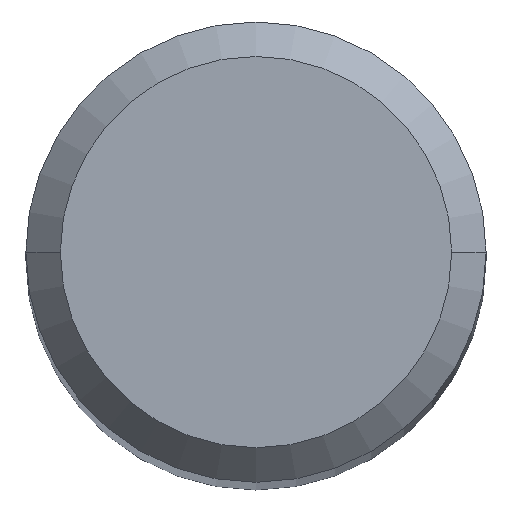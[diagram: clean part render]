
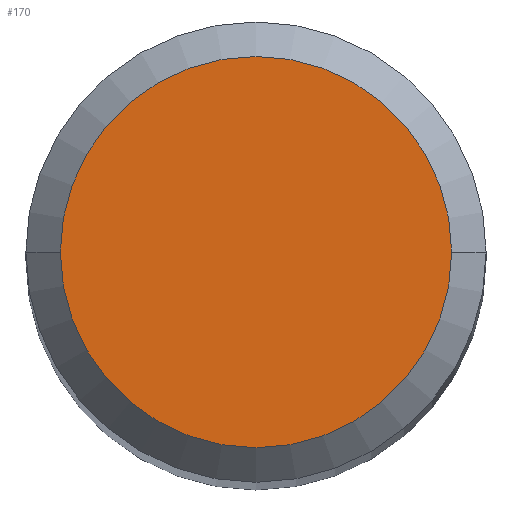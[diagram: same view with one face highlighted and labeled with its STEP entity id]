
A CAD part, top view. The second image highlights one B-rep face of the part: STEP entity #170.
In plain terms, the highlighted planar face has unit normal (0, 0, 1).
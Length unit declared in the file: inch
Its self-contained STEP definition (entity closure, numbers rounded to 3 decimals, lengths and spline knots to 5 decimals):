
#14 = EDGE_LOOP ( 'NONE', ( #163, #308 ) ) ;
#69 = DIRECTION ( 'NONE',  ( 0., 0., -1. ) ) ;
#86 = CARTESIAN_POINT ( 'NONE',  ( 0., 0., 0. ) ) ;
#116 = EDGE_CURVE ( 'NONE', #234, #168, #363, .T. ) ;
#148 = CARTESIAN_POINT ( 'NONE',  ( -0.05312, 0., 0. ) ) ;
#150 = CARTESIAN_POINT ( 'NONE',  ( 0., 0., 0. ) ) ;
#163 = ORIENTED_EDGE ( 'NONE', *, *, #449, .T. ) ;
#168 = VERTEX_POINT ( 'NONE', #148 ) ;
#170 = ADVANCED_FACE ( 'NONE', ( #268 ), #188, .F. ) ;
#188 = PLANE ( 'NONE',  #451 ) ;
#215 = AXIS2_PLACEMENT_3D ( 'NONE', #291, #328, #372 ) ;
#233 = CIRCLE ( 'NONE', #401, 0.05312 ) ;
#234 = VERTEX_POINT ( 'NONE', #450 ) ;
#243 = DIRECTION ( 'NONE',  ( 0., 0., 1. ) ) ;
#268 = FACE_OUTER_BOUND ( 'NONE', #14, .T. ) ;
#291 = CARTESIAN_POINT ( 'NONE',  ( 0., 0., 0. ) ) ;
#308 = ORIENTED_EDGE ( 'NONE', *, *, #116, .T. ) ;
#328 = DIRECTION ( 'NONE',  ( 0., 0., 1. ) ) ;
#348 = DIRECTION ( 'NONE',  ( 1., 0., 0. ) ) ;
#363 = CIRCLE ( 'NONE', #215, 0.05312 ) ;
#372 = DIRECTION ( 'NONE',  ( 1., 0., 0. ) ) ;
#401 = AXIS2_PLACEMENT_3D ( 'NONE', #86, #243, #348 ) ;
#411 = DIRECTION ( 'NONE',  ( -1., 0., 0. ) ) ;
#449 = EDGE_CURVE ( 'NONE', #168, #234, #233, .T. ) ;
#450 = CARTESIAN_POINT ( 'NONE',  ( 0.05312, 0., 0. ) ) ;
#451 = AXIS2_PLACEMENT_3D ( 'NONE', #150, #69, #411 ) ;
